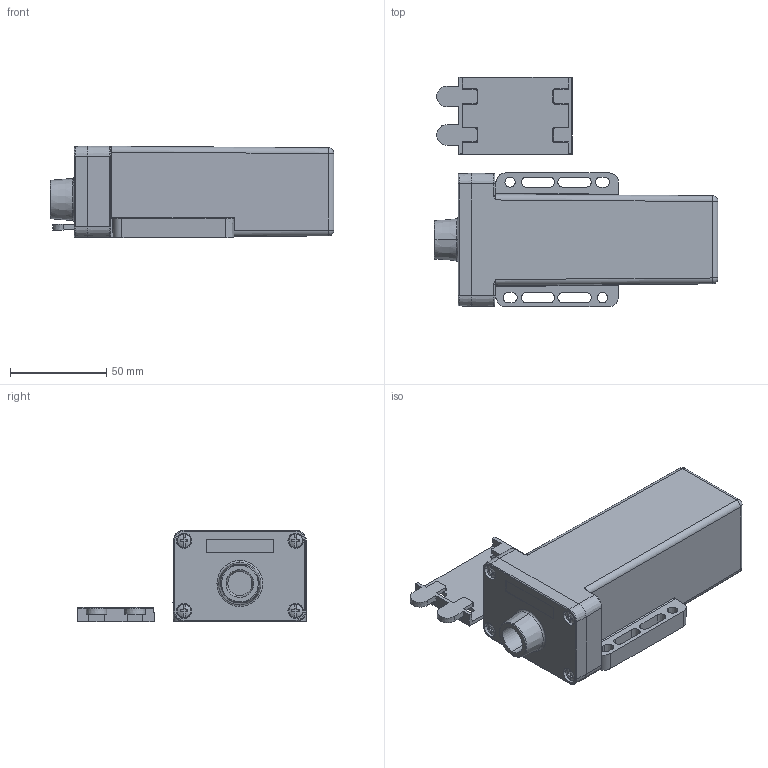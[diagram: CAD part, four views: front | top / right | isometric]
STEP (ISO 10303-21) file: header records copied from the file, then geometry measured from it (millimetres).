
FILE_DESCRIPTION((''),'2;1');
FILE_NAME('DM_CAD-2272A_ASM','2021-06-10T10:44:54',('creinig-se'),(''),'CREO PARAMETRIC BY PTC INC, 2019292','CREO PARAMETRIC BY PTC INC, 2019292','');
FILE_SCHEMA(('CONFIG_CONTROL_DESIGN','SHAPE_APPEARANCE_LAYERS_GROUPS'));
Length unit declared in the file: millimetre
Products named in the file (3): CAD-2272_SCHRUMPF; CAD-2272A_04D5G8A; DM_CAD-2272A_ASM
Assembly tree (2 placements, depth 2):
  DM_CAD-2272A_ASM
    CAD-2272_SCHRUMPF
    CAD-2272A_04D5G8A
Bounding box: 147.5 x 119.26 x 47.69 mm (x, y, z)
Volume: 318769.5 mm3; surface area: 50559.7 mm2
Topology: 2 solids, 2 shells, 771 faces, 2139 edges, 1400 vertices
Faces by surface type: plane 615, cylinder 74, cone 34, bspline 20, sphere 14, torus 12, extrusion 2
Entity records: 30587 total; most frequent: CARTESIAN_POINT 5841, ORIENTED_EDGE 4266, DIRECTION 3738, EDGE_CURVE 2133, VECTOR 1750, LINE 1748, VERTEX_POINT 1400, AXIS2_PLACEMENT_3D 994
